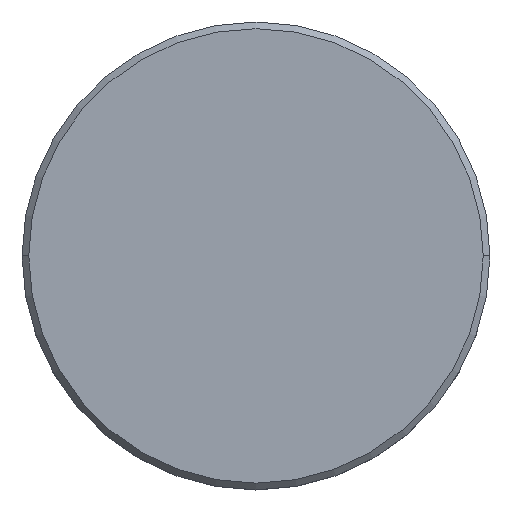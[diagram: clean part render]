
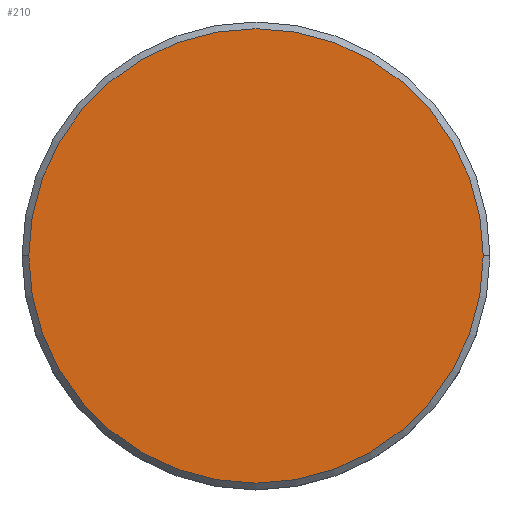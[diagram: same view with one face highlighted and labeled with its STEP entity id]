
A CAD part, top view. The second image highlights one B-rep face of the part: STEP entity #210.
In plain terms, the highlighted planar face has unit normal (0, 0, 1).
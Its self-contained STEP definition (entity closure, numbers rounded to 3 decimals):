
#127 = FACE_OUTER_BOUND ( 'NONE', #468, .T. ) ;
#210 = ADVANCED_FACE ( 'NONE', ( #127 ), #676, .T. ) ;
#266 = DIRECTION ( 'NONE',  ( 0., 0., 1. ) ) ;
#384 = AXIS2_PLACEMENT_3D ( 'NONE', #863, #608, #965 ) ;
#394 = DIRECTION ( 'NONE',  ( 0., 0., 1. ) ) ;
#410 = CARTESIAN_POINT ( 'NONE',  ( 17., 0., 0. ) ) ;
#454 = VERTEX_POINT ( 'NONE', #410 ) ;
#468 = EDGE_LOOP ( 'NONE', ( #754, #755 ) ) ;
#488 = CARTESIAN_POINT ( 'NONE',  ( 0., 0., 0. ) ) ;
#498 = DIRECTION ( 'NONE',  ( 1., 0., 0. ) ) ;
#504 = CIRCLE ( 'NONE', #621, 17. ) ;
#600 = AXIS2_PLACEMENT_3D ( 'NONE', #488, #394, #498 ) ;
#608 = DIRECTION ( 'NONE',  ( 0., 0., 1. ) ) ;
#621 = AXIS2_PLACEMENT_3D ( 'NONE', #623, #266, #632 ) ;
#622 = CIRCLE ( 'NONE', #384, 17. ) ;
#623 = CARTESIAN_POINT ( 'NONE',  ( 0., 0., 0. ) ) ;
#632 = DIRECTION ( 'NONE',  ( 1., 0., 0. ) ) ;
#676 = PLANE ( 'NONE',  #600 ) ;
#710 = VERTEX_POINT ( 'NONE', #1152 ) ;
#754 = ORIENTED_EDGE ( 'NONE', *, *, #808, .T. ) ;
#755 = ORIENTED_EDGE ( 'NONE', *, *, #1131, .T. ) ;
#808 = EDGE_CURVE ( 'NONE', #710, #454, #504, .T. ) ;
#863 = CARTESIAN_POINT ( 'NONE',  ( 0., 0., 0. ) ) ;
#965 = DIRECTION ( 'NONE',  ( 1., 0., 0. ) ) ;
#1131 = EDGE_CURVE ( 'NONE', #454, #710, #622, .T. ) ;
#1152 = CARTESIAN_POINT ( 'NONE',  ( -17., 0., 0. ) ) ;
